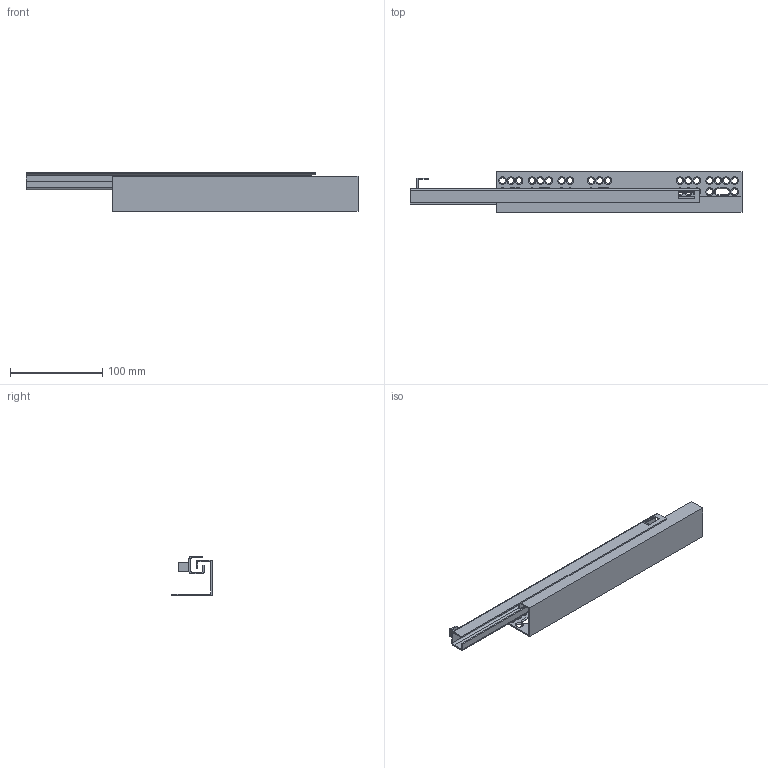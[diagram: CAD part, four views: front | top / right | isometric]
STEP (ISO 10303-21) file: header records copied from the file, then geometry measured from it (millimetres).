
FILE_DESCRIPTION (( 'STEP AP214' ), '1' );
FILE_NAME ('F000151_CLOSED_RIGHT_3D.step', '2023-02-21T10:09:06', ( '' ), ( '' ), 'SwSTEP 2.0', 'SolidWorks 2020', '' );
FILE_SCHEMA (( 'AUTOMOTIVE_DESIGN' ));
Length unit declared in the file: millimetre
Products named in the file (3): F000151_CLOSED_RIGHT_3D; NU30-300,350-VNEJSI-PRAVY; NU30-350-VNITRNI_PRAVY
Assembly tree (2 placements, depth 2):
  F000151_CLOSED_RIGHT_3D
    NU30-300,350-VNEJSI-PRAVY
    NU30-350-VNITRNI_PRAVY
Bounding box: 359 x 43.5 x 42 mm (x, y, z)
Volume: 62942 mm3; surface area: 86041.6 mm2
Topology: 2 solids, 2 shells, 209 faces, 542 edges, 336 vertices
Faces by surface type: cylinder 79, cone 68, plane 62
Entity records: 6629 total; most frequent: DIRECTION 1201, CARTESIAN_POINT 1092, ORIENTED_EDGE 1084, EDGE_CURVE 542, AXIS2_PLACEMENT_3D 445, VERTEX_POINT 336, VECTOR 311, LINE 311
